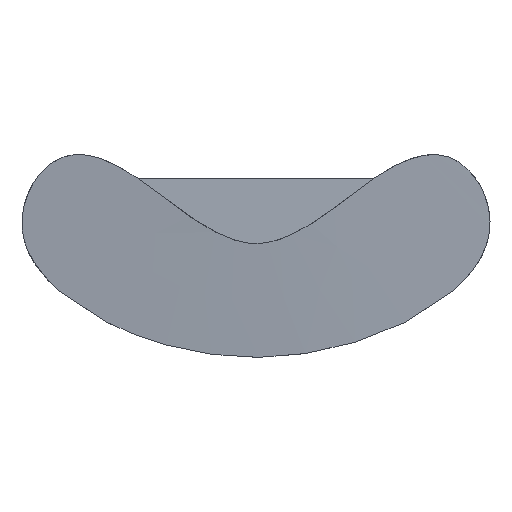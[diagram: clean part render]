
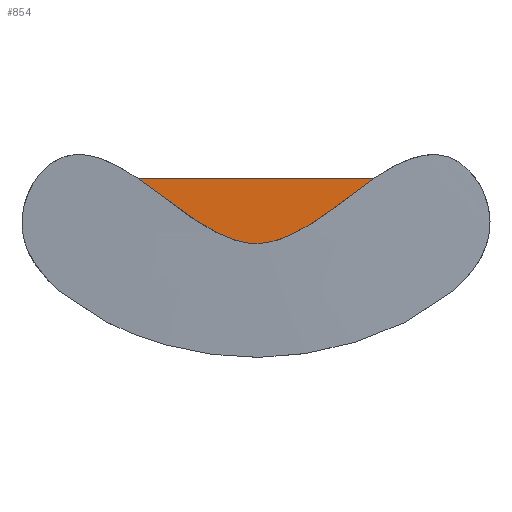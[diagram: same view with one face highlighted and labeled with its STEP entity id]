
A CAD part, top view. The second image highlights one B-rep face of the part: STEP entity #854.
In plain terms, the highlighted planar face has unit normal (0, 0, 1).
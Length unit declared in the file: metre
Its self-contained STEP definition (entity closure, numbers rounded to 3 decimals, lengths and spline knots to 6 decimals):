
#80=LINE('',#2052,#147);
#147=VECTOR('',#1004,1.);
#285=ORIENTED_EDGE('',*,*,#523,.F.);
#286=ORIENTED_EDGE('',*,*,#522,.T.);
#522=EDGE_CURVE('',#607,#626,#696,.T.);
#523=EDGE_CURVE('',#607,#626,#80,.T.);
#607=VERTEX_POINT('',#1562);
#626=VERTEX_POINT('',#1708);
#696=B_SPLINE_CURVE_WITH_KNOTS('',3,(#2046,#2047,#2048,#2049,#2050),
 .UNSPECIFIED.,.F.,.F.,(4,1,4),(0.,0.126022,0.252045),
 .QUASI_UNIFORM_KNOTS.);
#730=EDGE_LOOP('',(#285,#286));
#780=FACE_BOUND('',#730,.T.);
#824=PLANE('',#913);
#854=ADVANCED_FACE('',(#780),#824,.T.);
#913=AXIS2_PLACEMENT_3D('',#2053,#1005,#1006);
#1004=DIRECTION('',(1.,0.,0.));
#1005=DIRECTION('',(0.,0.,1.));
#1006=DIRECTION('',(1.,0.,0.));
#1562=CARTESIAN_POINT('',(-0.042984,0.089665,0.00254));
#1708=CARTESIAN_POINT('',(0.209915,0.089665,0.00254));
#2046=CARTESIAN_POINT('',(-0.042984,0.089665,0.00254));
#2047=CARTESIAN_POINT('',(-0.003067,0.062744,0.00254));
#2048=CARTESIAN_POINT('',(0.083465,-0.023048,0.00254));
#2049=CARTESIAN_POINT('',(0.169998,0.062744,0.00254));
#2050=CARTESIAN_POINT('',(0.209915,0.089665,0.00254));
#2052=CARTESIAN_POINT('',(0.083465,0.089665,0.00254));
#2053=CARTESIAN_POINT('',(0.083469,0.007289,0.00254));
